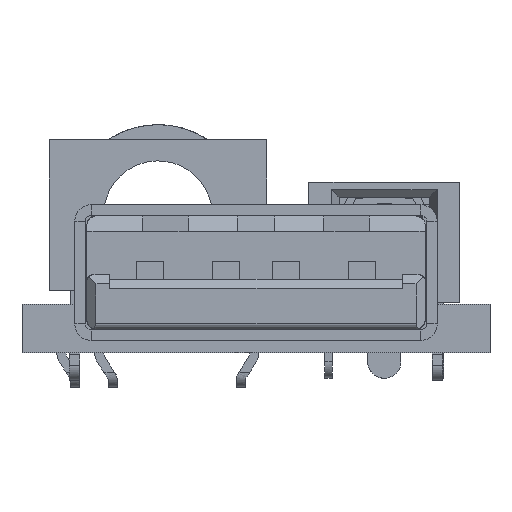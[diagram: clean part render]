
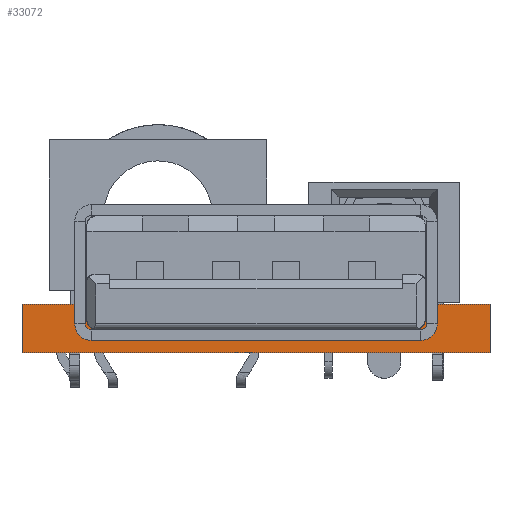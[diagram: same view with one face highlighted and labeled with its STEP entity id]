
A CAD part, left-side view. The second image highlights one B-rep face of the part: STEP entity #33072.
In plain terms, the highlighted planar face has unit normal (-1, 0, 0).
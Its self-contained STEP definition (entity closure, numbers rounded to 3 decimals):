
#32891 = PLANE('',#32892);
#32892 = AXIS2_PLACEMENT_3D('',#32893,#32894,#32895);
#32893 = CARTESIAN_POINT('',(30.25,-15.5,0.));
#32894 = DIRECTION('',(0.,-1.,0.));
#32895 = DIRECTION('',(-1.,0.,0.));
#32916 = VERTEX_POINT('',#32917);
#32917 = CARTESIAN_POINT('',(0.,-15.5,1.6));
#32931 = PLANE('',#32932);
#32932 = AXIS2_PLACEMENT_3D('',#32933,#32934,#32935);
#32933 = CARTESIAN_POINT('',(15.125,-7.75,1.6));
#32934 = DIRECTION('',(-0.,-0.,-1.));
#32935 = DIRECTION('',(-1.,0.,0.));
#32943 = EDGE_CURVE('',#32944,#32916,#32946,.T.);
#32944 = VERTEX_POINT('',#32945);
#32945 = CARTESIAN_POINT('',(0.,-15.5,0.));
#32946 = SURFACE_CURVE('',#32947,(#32951,#32958),.PCURVE_S1.);
#32947 = LINE('',#32948,#32949);
#32948 = CARTESIAN_POINT('',(0.,-15.5,0.));
#32949 = VECTOR('',#32950,1.);
#32950 = DIRECTION('',(0.,0.,1.));
#32951 = PCURVE('',#32891,#32952);
#32952 = DEFINITIONAL_REPRESENTATION('',(#32953),#32957);
#32953 = LINE('',#32954,#32955);
#32954 = CARTESIAN_POINT('',(30.25,0.));
#32955 = VECTOR('',#32956,1.);
#32956 = DIRECTION('',(0.,-1.));
#32957 = ( GEOMETRIC_REPRESENTATION_CONTEXT(2) 
PARAMETRIC_REPRESENTATION_CONTEXT() REPRESENTATION_CONTEXT('2D SPACE',''
  ) );
#32958 = PCURVE('',#32959,#32964);
#32959 = PLANE('',#32960);
#32960 = AXIS2_PLACEMENT_3D('',#32961,#32962,#32963);
#32961 = CARTESIAN_POINT('',(0.,-15.5,0.));
#32962 = DIRECTION('',(-1.,0.,0.));
#32963 = DIRECTION('',(0.,1.,0.));
#32964 = DEFINITIONAL_REPRESENTATION('',(#32965),#32969);
#32965 = LINE('',#32966,#32967);
#32966 = CARTESIAN_POINT('',(0.,0.));
#32967 = VECTOR('',#32968,1.);
#32968 = DIRECTION('',(0.,-1.));
#32969 = ( GEOMETRIC_REPRESENTATION_CONTEXT(2) 
PARAMETRIC_REPRESENTATION_CONTEXT() REPRESENTATION_CONTEXT('2D SPACE',''
  ) );
#32985 = PLANE('',#32986);
#32986 = AXIS2_PLACEMENT_3D('',#32987,#32988,#32989);
#32987 = CARTESIAN_POINT('',(15.125,-7.75,0.));
#32988 = DIRECTION('',(-0.,-0.,-1.));
#32989 = DIRECTION('',(-1.,0.,0.));
#33018 = PLANE('',#33019);
#33019 = AXIS2_PLACEMENT_3D('',#33020,#33021,#33022);
#33020 = CARTESIAN_POINT('',(0.,0.,0.));
#33021 = DIRECTION('',(0.,1.,0.));
#33022 = DIRECTION('',(1.,0.,0.));
#33072 = ADVANCED_FACE('',(#33073),#32959,.T.);
#33073 = FACE_BOUND('',#33074,.T.);
#33074 = EDGE_LOOP('',(#33075,#33076,#33099,#33122));
#33075 = ORIENTED_EDGE('',*,*,#32943,.T.);
#33076 = ORIENTED_EDGE('',*,*,#33077,.T.);
#33077 = EDGE_CURVE('',#32916,#33078,#33080,.T.);
#33078 = VERTEX_POINT('',#33079);
#33079 = CARTESIAN_POINT('',(0.,0.,1.6));
#33080 = SURFACE_CURVE('',#33081,(#33085,#33092),.PCURVE_S1.);
#33081 = LINE('',#33082,#33083);
#33082 = CARTESIAN_POINT('',(0.,-15.5,1.6));
#33083 = VECTOR('',#33084,1.);
#33084 = DIRECTION('',(0.,1.,0.));
#33085 = PCURVE('',#32959,#33086);
#33086 = DEFINITIONAL_REPRESENTATION('',(#33087),#33091);
#33087 = LINE('',#33088,#33089);
#33088 = CARTESIAN_POINT('',(0.,-1.6));
#33089 = VECTOR('',#33090,1.);
#33090 = DIRECTION('',(1.,0.));
#33091 = ( GEOMETRIC_REPRESENTATION_CONTEXT(2) 
PARAMETRIC_REPRESENTATION_CONTEXT() REPRESENTATION_CONTEXT('2D SPACE',''
  ) );
#33092 = PCURVE('',#32931,#33093);
#33093 = DEFINITIONAL_REPRESENTATION('',(#33094),#33098);
#33094 = LINE('',#33095,#33096);
#33095 = CARTESIAN_POINT('',(15.125,-7.75));
#33096 = VECTOR('',#33097,1.);
#33097 = DIRECTION('',(0.,1.));
#33098 = ( GEOMETRIC_REPRESENTATION_CONTEXT(2) 
PARAMETRIC_REPRESENTATION_CONTEXT() REPRESENTATION_CONTEXT('2D SPACE',''
  ) );
#33099 = ORIENTED_EDGE('',*,*,#33100,.F.);
#33100 = EDGE_CURVE('',#33101,#33078,#33103,.T.);
#33101 = VERTEX_POINT('',#33102);
#33102 = CARTESIAN_POINT('',(0.,-0.,0.));
#33103 = SURFACE_CURVE('',#33104,(#33108,#33115),.PCURVE_S1.);
#33104 = LINE('',#33105,#33106);
#33105 = CARTESIAN_POINT('',(0.,-0.,0.));
#33106 = VECTOR('',#33107,1.);
#33107 = DIRECTION('',(0.,0.,1.));
#33108 = PCURVE('',#32959,#33109);
#33109 = DEFINITIONAL_REPRESENTATION('',(#33110),#33114);
#33110 = LINE('',#33111,#33112);
#33111 = CARTESIAN_POINT('',(15.5,0.));
#33112 = VECTOR('',#33113,1.);
#33113 = DIRECTION('',(0.,-1.));
#33114 = ( GEOMETRIC_REPRESENTATION_CONTEXT(2) 
PARAMETRIC_REPRESENTATION_CONTEXT() REPRESENTATION_CONTEXT('2D SPACE',''
  ) );
#33115 = PCURVE('',#33018,#33116);
#33116 = DEFINITIONAL_REPRESENTATION('',(#33117),#33121);
#33117 = LINE('',#33118,#33119);
#33118 = CARTESIAN_POINT('',(0.,0.));
#33119 = VECTOR('',#33120,1.);
#33120 = DIRECTION('',(0.,-1.));
#33121 = ( GEOMETRIC_REPRESENTATION_CONTEXT(2) 
PARAMETRIC_REPRESENTATION_CONTEXT() REPRESENTATION_CONTEXT('2D SPACE',''
  ) );
#33122 = ORIENTED_EDGE('',*,*,#33123,.F.);
#33123 = EDGE_CURVE('',#32944,#33101,#33124,.T.);
#33124 = SURFACE_CURVE('',#33125,(#33129,#33136),.PCURVE_S1.);
#33125 = LINE('',#33126,#33127);
#33126 = CARTESIAN_POINT('',(0.,-15.5,0.));
#33127 = VECTOR('',#33128,1.);
#33128 = DIRECTION('',(0.,1.,0.));
#33129 = PCURVE('',#32959,#33130);
#33130 = DEFINITIONAL_REPRESENTATION('',(#33131),#33135);
#33131 = LINE('',#33132,#33133);
#33132 = CARTESIAN_POINT('',(0.,0.));
#33133 = VECTOR('',#33134,1.);
#33134 = DIRECTION('',(1.,0.));
#33135 = ( GEOMETRIC_REPRESENTATION_CONTEXT(2) 
PARAMETRIC_REPRESENTATION_CONTEXT() REPRESENTATION_CONTEXT('2D SPACE',''
  ) );
#33136 = PCURVE('',#32985,#33137);
#33137 = DEFINITIONAL_REPRESENTATION('',(#33138),#33142);
#33138 = LINE('',#33139,#33140);
#33139 = CARTESIAN_POINT('',(15.125,-7.75));
#33140 = VECTOR('',#33141,1.);
#33141 = DIRECTION('',(0.,1.));
#33142 = ( GEOMETRIC_REPRESENTATION_CONTEXT(2) 
PARAMETRIC_REPRESENTATION_CONTEXT() REPRESENTATION_CONTEXT('2D SPACE',''
  ) );
